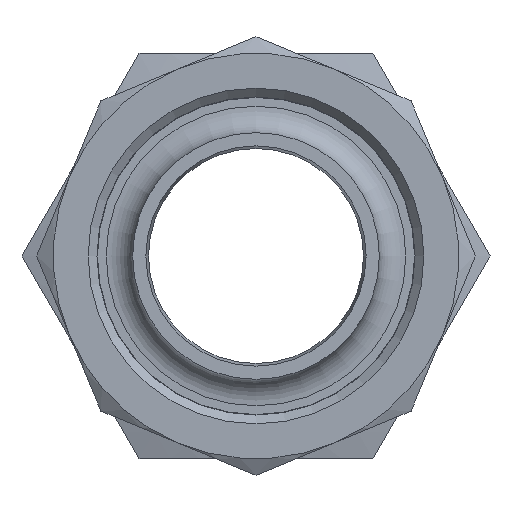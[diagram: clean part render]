
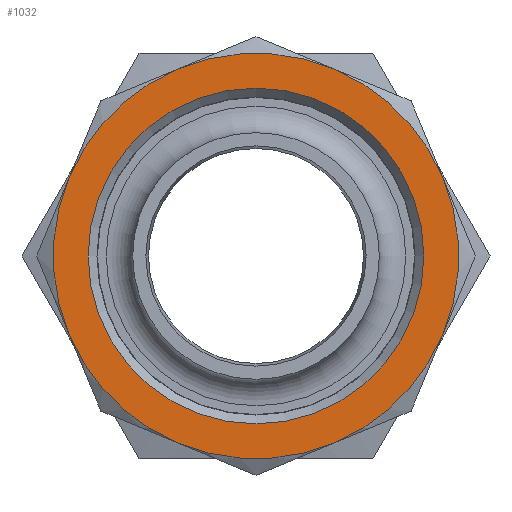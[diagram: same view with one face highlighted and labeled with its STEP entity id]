
A CAD part, left-side view. The second image highlights one B-rep face of the part: STEP entity #1032.
In plain terms, the highlighted planar face has unit normal (-1, 0, 0).
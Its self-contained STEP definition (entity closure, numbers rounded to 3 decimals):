
#118=PLANE($,#1123);
#157=FACE_BOUND($,#280,.T.);
#201=FACE_OUTER_BOUND($,#279,.T.);
#279=EDGE_LOOP($,(#692,#693,#694,#695,#696,#697,#698,#699));
#280=EDGE_LOOP($,(#700));
#396=CIRCLE($,#1120,19.05);
#398=CIRCLE($,#1124,23.);
#399=CIRCLE($,#1125,23.);
#400=CIRCLE($,#1126,23.);
#401=CIRCLE($,#1127,23.);
#402=CIRCLE($,#1128,23.);
#403=CIRCLE($,#1129,23.);
#404=CIRCLE($,#1130,23.);
#405=CIRCLE($,#1131,23.);
#461=VERTEX_POINT($,#1594);
#463=VERTEX_POINT($,#1600);
#464=VERTEX_POINT($,#1601);
#465=VERTEX_POINT($,#1603);
#466=VERTEX_POINT($,#1605);
#467=VERTEX_POINT($,#1607);
#468=VERTEX_POINT($,#1609);
#469=VERTEX_POINT($,#1611);
#470=VERTEX_POINT($,#1613);
#554=EDGE_CURVE($,#461,#461,#396,.T.);
#556=EDGE_CURVE($,#463,#464,#398,.T.);
#557=EDGE_CURVE($,#465,#463,#399,.T.);
#558=EDGE_CURVE($,#466,#465,#400,.T.);
#559=EDGE_CURVE($,#467,#466,#401,.T.);
#560=EDGE_CURVE($,#468,#467,#402,.T.);
#561=EDGE_CURVE($,#469,#468,#403,.T.);
#562=EDGE_CURVE($,#470,#469,#404,.T.);
#563=EDGE_CURVE($,#464,#470,#405,.T.);
#692=ORIENTED_EDGE($,*,*,#556,.F.);
#693=ORIENTED_EDGE($,*,*,#557,.F.);
#694=ORIENTED_EDGE($,*,*,#558,.F.);
#695=ORIENTED_EDGE($,*,*,#559,.F.);
#696=ORIENTED_EDGE($,*,*,#560,.F.);
#697=ORIENTED_EDGE($,*,*,#561,.F.);
#698=ORIENTED_EDGE($,*,*,#562,.F.);
#699=ORIENTED_EDGE($,*,*,#563,.F.);
#700=ORIENTED_EDGE($,*,*,#554,.F.);
#1032=ADVANCED_FACE($,(#201,#157),#118,.T.);
#1120=AXIS2_PLACEMENT_3D($,#1595,#1276,#1277);
#1123=AXIS2_PLACEMENT_3D($,#1599,#1282,#1283);
#1124=AXIS2_PLACEMENT_3D($,#1602,#1284,#1285);
#1125=AXIS2_PLACEMENT_3D($,#1604,#1286,#1287);
#1126=AXIS2_PLACEMENT_3D($,#1606,#1288,#1289);
#1127=AXIS2_PLACEMENT_3D($,#1608,#1290,#1291);
#1128=AXIS2_PLACEMENT_3D($,#1610,#1292,#1293);
#1129=AXIS2_PLACEMENT_3D($,#1612,#1294,#1295);
#1130=AXIS2_PLACEMENT_3D($,#1614,#1296,#1297);
#1131=AXIS2_PLACEMENT_3D($,#1615,#1298,#1299);
#1276=DIRECTION('center_axis',(-1.,0.,0.));
#1277=DIRECTION('ref_axis',(0.,0.,1.));
#1282=DIRECTION('center_axis',(-1.,0.,0.));
#1283=DIRECTION('ref_axis',(0.,0.,1.));
#1284=DIRECTION('center_axis',(1.,0.,0.));
#1285=DIRECTION('ref_axis',(0.,1.,0.));
#1286=DIRECTION('center_axis',(1.,0.,0.));
#1287=DIRECTION('ref_axis',(0.,1.,0.));
#1288=DIRECTION('center_axis',(1.,0.,0.));
#1289=DIRECTION('ref_axis',(0.,1.,0.));
#1290=DIRECTION('center_axis',(1.,0.,0.));
#1291=DIRECTION('ref_axis',(0.,1.,0.));
#1292=DIRECTION('center_axis',(1.,0.,0.));
#1293=DIRECTION('ref_axis',(0.,1.,0.));
#1294=DIRECTION('center_axis',(1.,0.,0.));
#1295=DIRECTION('ref_axis',(0.,1.,0.));
#1296=DIRECTION('center_axis',(1.,0.,0.));
#1297=DIRECTION('ref_axis',(0.,1.,0.));
#1298=DIRECTION('center_axis',(1.,0.,0.));
#1299=DIRECTION('ref_axis',(0.,1.,0.));
#1594=CARTESIAN_POINT('',(0.,0.,
-19.05));
#1595=CARTESIAN_POINT('Origin',(0.,0.,
0.));
#1599=CARTESIAN_POINT('Origin',(0.,11.5,0.));
#1600=CARTESIAN_POINT('',(0.,21.249,8.802));
#1601=CARTESIAN_POINT('',(0.,8.802,21.249));
#1602=CARTESIAN_POINT('Origin',(0.,0.,
0.));
#1603=CARTESIAN_POINT('',(0.,21.249,-8.802));
#1604=CARTESIAN_POINT('Origin',(0.,0.,
0.));
#1605=CARTESIAN_POINT('',(0.,8.802,-21.249));
#1606=CARTESIAN_POINT('Origin',(0.,0.,
0.));
#1607=CARTESIAN_POINT('',(0.,-8.802,-21.249));
#1608=CARTESIAN_POINT('Origin',(0.,0.,
0.));
#1609=CARTESIAN_POINT('',(0.,-21.249,-8.802));
#1610=CARTESIAN_POINT('Origin',(0.,0.,
0.));
#1611=CARTESIAN_POINT('',(0.,-21.249,8.802));
#1612=CARTESIAN_POINT('Origin',(0.,0.,
0.));
#1613=CARTESIAN_POINT('',(0.,-8.802,21.249));
#1614=CARTESIAN_POINT('Origin',(0.,0.,
0.));
#1615=CARTESIAN_POINT('Origin',(0.,0.,
0.));
